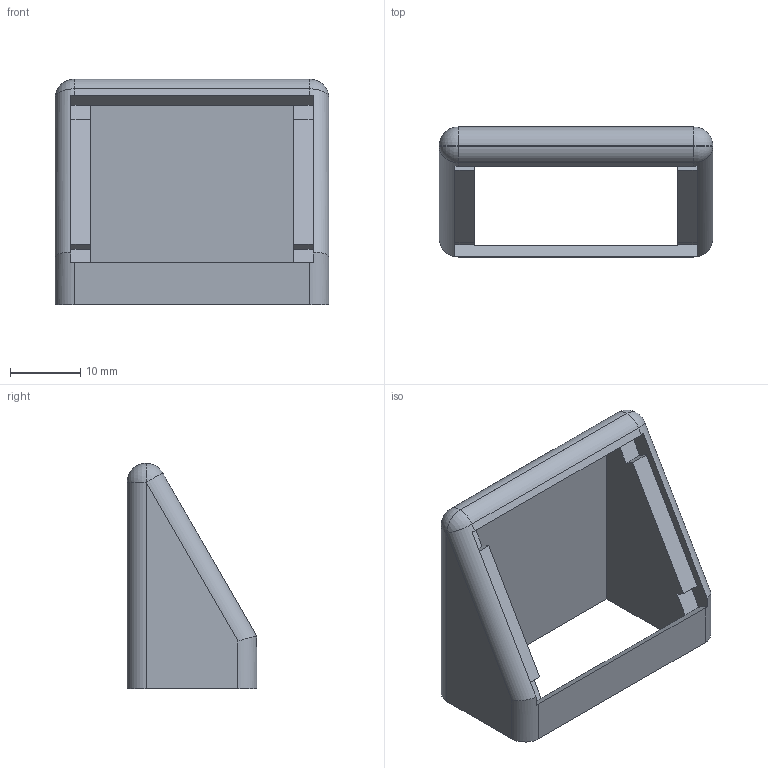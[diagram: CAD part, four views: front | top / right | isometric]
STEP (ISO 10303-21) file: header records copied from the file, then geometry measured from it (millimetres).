
FILE_DESCRIPTION(('HOOPS Exchange Step'),'2;1');
FILE_NAME('temp_export','2022-10-01T16:23:38-04:00',('mobile'),('Shapr3D Limited'),'HOOPS Exchange 2022.1','Shapr3D','Authorized');
FILE_SCHEMA( ('AP203_CONFIGURATION_CONTROLLED_3D_DESIGN_OF_MECHANICAL_PARTS_AND_ASSEMBLIES_MIM_LF') );
Length unit declared in the file: millimetre
Products named in the file (1): OLED (Housing)
Bounding box: 39 x 18.47 x 32.1 mm (x, y, z)
Volume: 5149 mm3; surface area: 4893 mm2
Topology: 1 solids, 1 shells, 45 faces, 122 edges, 76 vertices
Faces by surface type: plane 29, cylinder 12, sphere 4
Full cylindrical faces by diameter (mm): 3.2 x2
Entity records: 1404 total; most frequent: CARTESIAN_POINT 240, DIRECTION 238, ORIENTED_EDGE 236, EDGE_CURVE 118, VECTOR 90, LINE 90, VERTEX_POINT 76, AXIS2_PLACEMENT_3D 74
